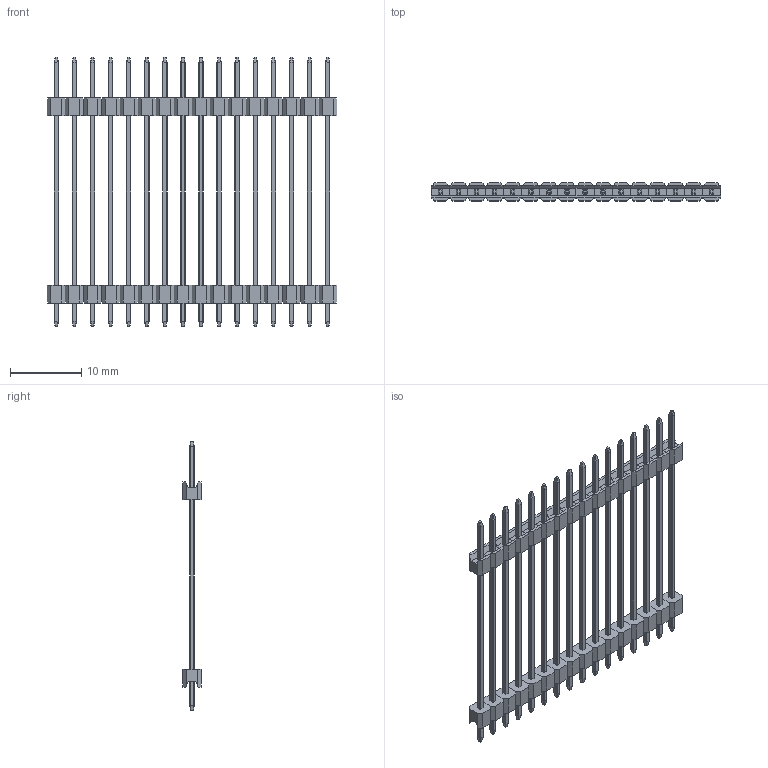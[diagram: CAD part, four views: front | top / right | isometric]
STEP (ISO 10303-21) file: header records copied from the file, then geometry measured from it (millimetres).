
FILE_DESCRIPTION(/* description */ (''),/* implementation_level */ '2;1');
FILE_NAME(/* name */ '16x Male Pim Header 37.80mm Pitch 2.54mm.stp',/* time_stamp */ '2019-10-22T08:18:02+02:00',/* author */ ('PCB-Tech'),/* organization */ (''),/* preprocessor_version */ 'ST-DEVELOPER v18',/* originating_system */ 'Autodesk Inventor 2020',/* authorisation */ '');
FILE_SCHEMA (('AUTOMOTIVE_DESIGN { 1 0 10303 214 3 1 1 }'));
Length unit declared in the file: millimetre
Products named in the file (3): 16x Male Pim Header 37.80mm Pitch 2.54mm; Male Pin 37.80mm; Insulator
Assembly tree (48 placements, depth 2):
  16x Male Pim Header 37.80mm Pitch 2.54mm
    Male Pin 37.80mm  x16
    Insulator  x32
Bounding box: 40.64 x 2.54 x 37.8 mm (x, y, z)
Volume: 612 mm3; surface area: 2689.4 mm2
Topology: 48 solids, 48 shells, 1376 faces, 3456 edges, 2176 vertices
Faces by surface type: plane 1376
Entity records: 2294 total; most frequent: DIRECTION 386, CARTESIAN_POINT 367, ORIENTED_EDGE 312, LINE 156, VECTOR 156, EDGE_CURVE 156, AXIS2_PLACEMENT_3D 115, VERTEX_POINT 96
